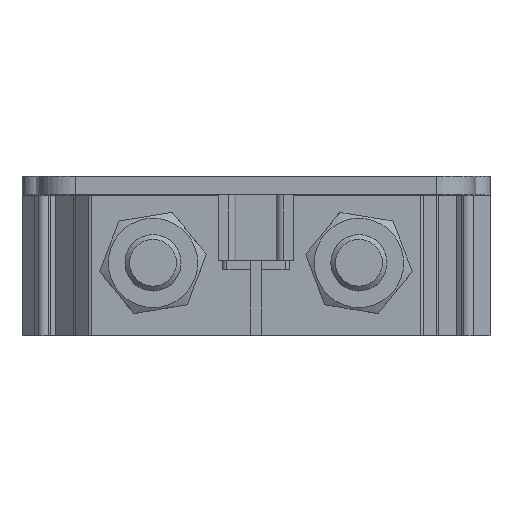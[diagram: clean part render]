
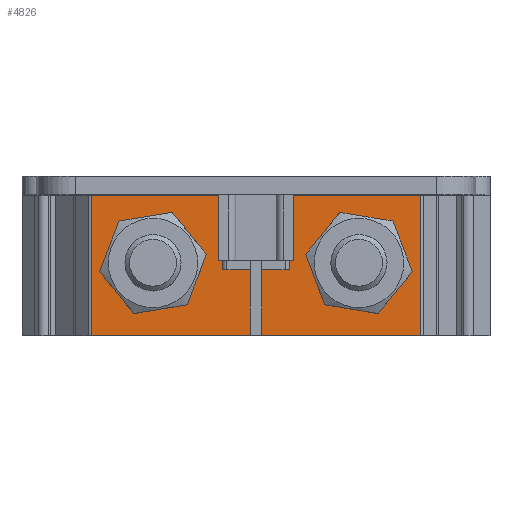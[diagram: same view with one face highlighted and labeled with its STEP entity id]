
A CAD part, top view. The second image highlights one B-rep face of the part: STEP entity #4826.
In plain terms, the highlighted planar face has unit normal (0, 0, 1).
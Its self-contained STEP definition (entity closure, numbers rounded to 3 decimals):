
#102=CIRCLE('',#4852,4.774);
#210=CIRCLE('',#5127,4.774);
#1192=ORIENTED_EDGE('',*,*,#1731,.F.);
#1193=ORIENTED_EDGE('',*,*,#1727,.T.);
#1194=ORIENTED_EDGE('',*,*,#1730,.T.);
#1195=ORIENTED_EDGE('',*,*,#1729,.T.);
#1196=ORIENTED_EDGE('',*,*,#1507,.F.);
#1197=ORIENTED_EDGE('',*,*,#1250,.F.);
#1250=EDGE_CURVE('',#1761,#1761,#102,.F.);
#1507=EDGE_CURVE('',#1954,#1955,#2278,.T.);
#1727=EDGE_CURVE('',#1954,#2079,#2460,.T.);
#1729=EDGE_CURVE('',#2080,#1955,#2461,.T.);
#1730=EDGE_CURVE('',#2079,#2080,#2462,.T.);
#1731=EDGE_CURVE('',#2081,#2081,#210,.F.);
#1761=VERTEX_POINT('',#6138);
#1954=VERTEX_POINT('',#6704);
#1955=VERTEX_POINT('',#6706);
#2079=VERTEX_POINT('',#7144);
#2080=VERTEX_POINT('',#7148);
#2081=VERTEX_POINT('',#7154);
#2278=LINE('',#6705,#2649);
#2460=LINE('',#7145,#2831);
#2461=LINE('',#7149,#2832);
#2462=LINE('',#7151,#2833);
#2649=VECTOR('',#5618,1000.);
#2831=VECTOR('',#6066,1000.);
#2832=VECTOR('',#6071,1000.);
#2833=VECTOR('',#6074,1000.);
#3021=EDGE_LOOP('',(#1192));
#3022=EDGE_LOOP('',(#1193,#1194,#1195,#1196));
#3023=EDGE_LOOP('',(#1197));
#3222=FACE_BOUND('',#3021,.T.);
#3223=FACE_BOUND('',#3022,.T.);
#3224=FACE_BOUND('',#3023,.T.);
#3356=PLANE('',#5126);
#4826=ADVANCED_FACE('',(#3222,#3223,#3224),#3356,.F.);
#4852=AXIS2_PLACEMENT_3D('',#6137,#5166,#5167);
#5126=AXIS2_PLACEMENT_3D('',#7152,#6075,#6076);
#5127=AXIS2_PLACEMENT_3D('',#7153,#6077,#6078);
#5166=DIRECTION('',(0.,0.,-1.));
#5167=DIRECTION('',(-1.,0.,0.));
#5618=DIRECTION('',(1.,0.,0.));
#6066=DIRECTION('',(0.,-1.,0.));
#6071=DIRECTION('',(0.,1.,0.));
#6074=DIRECTION('',(1.,0.,0.));
#6075=DIRECTION('',(0.,0.,-1.));
#6076=DIRECTION('',(-1.,0.,0.));
#6077=DIRECTION('',(0.,0.,-1.));
#6078=DIRECTION('',(-1.,0.,0.));
#6137=CARTESIAN_POINT('',(11.362,-9.25,1.974));
#6138=CARTESIAN_POINT('',(6.589,-9.25,1.974));
#6704=CARTESIAN_POINT('',(-17.198,-2.,1.974));
#6705=CARTESIAN_POINT('',(-19.588,-2.,1.974));
#6706=CARTESIAN_POINT('',(17.92,-2.,1.974));
#7144=CARTESIAN_POINT('',(-17.198,-17.,1.974));
#7145=CARTESIAN_POINT('',(-17.198,-17.,1.974));
#7148=CARTESIAN_POINT('',(17.92,-17.,1.974));
#7149=CARTESIAN_POINT('',(17.92,-2.,1.974));
#7151=CARTESIAN_POINT('',(-19.588,-17.,1.974));
#7152=CARTESIAN_POINT('',(-19.588,-2.,1.974));
#7153=CARTESIAN_POINT('',(-10.642,-9.25,1.974));
#7154=CARTESIAN_POINT('',(-15.416,-9.25,1.974));
